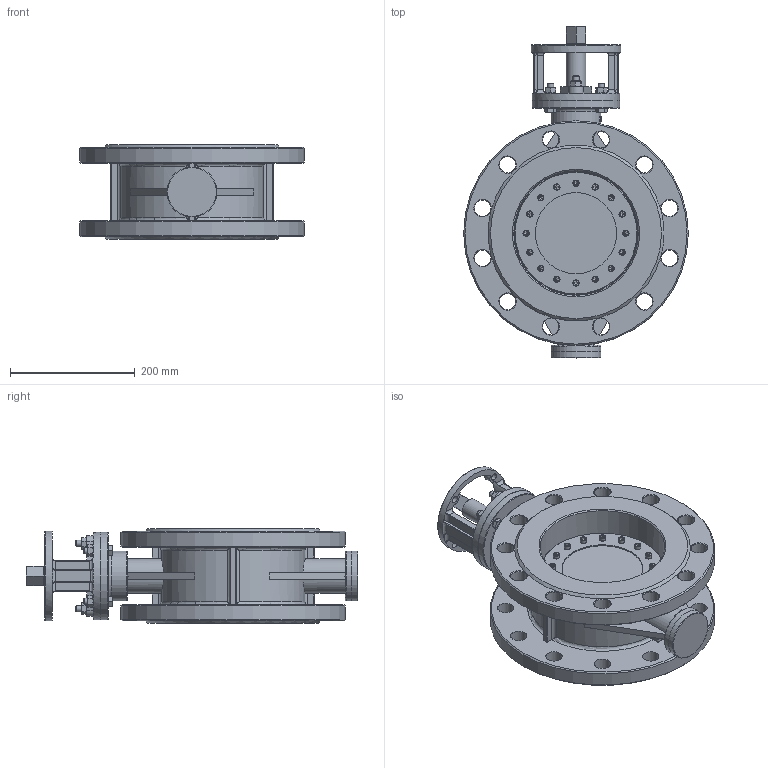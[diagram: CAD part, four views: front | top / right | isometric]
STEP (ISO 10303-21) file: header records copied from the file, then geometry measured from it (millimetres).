
FILE_DESCRIPTION(/* description */ (''),/* implementation_level */ '2;1');
FILE_NAME(/* name */ 'DN200_3D_STEP.stp',/* time_stamp */ '2024-11-16T20:19:25+03:00',/* author */ ('igorr'),/* organization */ (''),/* preprocessor_version */ 'ST-DEVELOPER v20',/* originating_system */ 'Autodesk Inventor 2025',/* authorisation */ '');
FILE_SCHEMA (('AUTOMOTIVE_DESIGN { 1 0 10303 214 3 1 1 }'));
Length unit declared in the file: millimetre
Products named in the file (5): Сборка; Деталь; AS 1110 - M10 x 40; ANSI B18.2.4.2M - M10x1,5; AS 1420 - 1973 - M6 x 10
Assembly tree (27 placements, depth 2):
  Сборка
    Деталь
    ANSI B18.2.4.2M - M10x1,5  x6
    AS 1110 - M10 x 40  x4
    AS 1420 - 1973 - M6 x 10  x16
Bounding box: 360 x 532 x 152 mm (x, y, z)
Volume: 6875189.2 mm3; surface area: 767584.5 mm2
Topology: 27 solids, 27 shells, 908 faces, 2205 edges, 1371 vertices
Faces by surface type: plane 407, cylinder 205, cone 179, bspline 59, torus 58
Full cylindrical faces by diameter (mm): 6 x16, 8 x16, 8.376 x6, 10 x22, 11 x8, 16 x4, 26 x24, 31.113 x2, 74 x2, 80 x3, 130 x2, 140 x2, 144 x1, 197 x1, 200 x2, 360 x2
Entity records: 18418 total; most frequent: CARTESIAN_POINT 5763, ORIENTED_EDGE 2522, DIRECTION 2506, EDGE_CURVE 1261, AXIS2_PLACEMENT_3D 1006, VERTEX_POINT 776, EDGE_LOOP 585, CIRCLE 500
